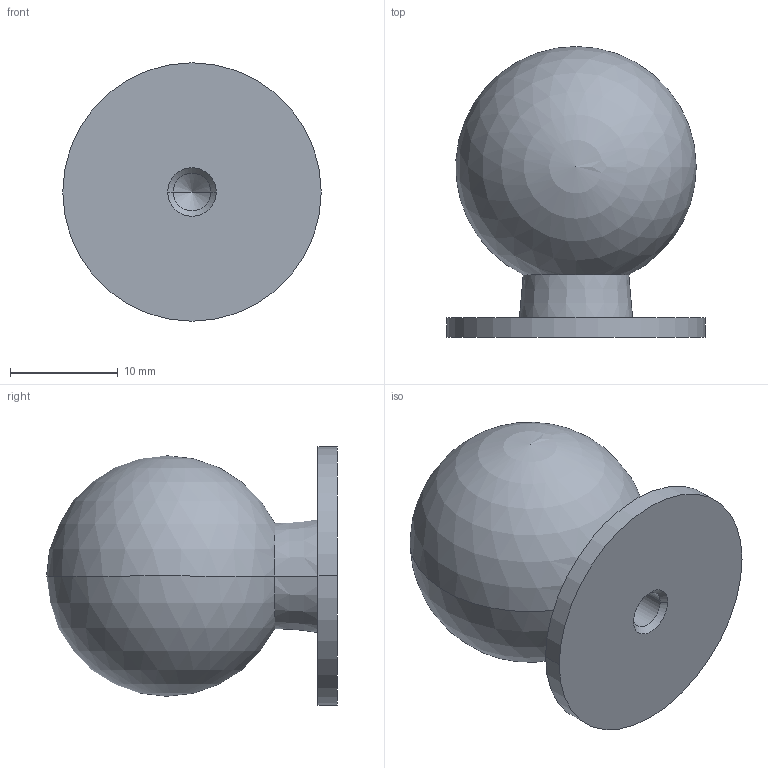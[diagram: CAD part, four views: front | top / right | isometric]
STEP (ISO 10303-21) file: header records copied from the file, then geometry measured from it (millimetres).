
FILE_DESCRIPTION (( 'STEP AP214' ), '1' );
FILE_NAME ('F002253,F002254,F002255_3D.step', '2022-07-07T08:06:54', ( '' ), ( '' ), 'SwSTEP 2.0', 'SolidWorks 2020', '' );
FILE_SCHEMA (( 'AUTOMOTIVE_DESIGN' ));
Length unit declared in the file: millimetre
Products named in the file (1): F002253,F002254,F002255_3D
Bounding box: 24 x 27 x 24 mm (x, y, z)
Volume: 6836.1 mm3; surface area: 2665.7 mm2
Topology: 1 solids, 1 shells, 14 faces, 33 edges, 19 vertices
Faces by surface type: cone 6, cylinder 4, sphere 2, plane 2
Entity records: 388 total; most frequent: DIRECTION 72, CARTESIAN_POINT 57, ORIENTED_EDGE 52, AXIS2_PLACEMENT_3D 31, EDGE_CURVE 26, EDGE_LOOP 16, CIRCLE 16, VERTEX_POINT 16
